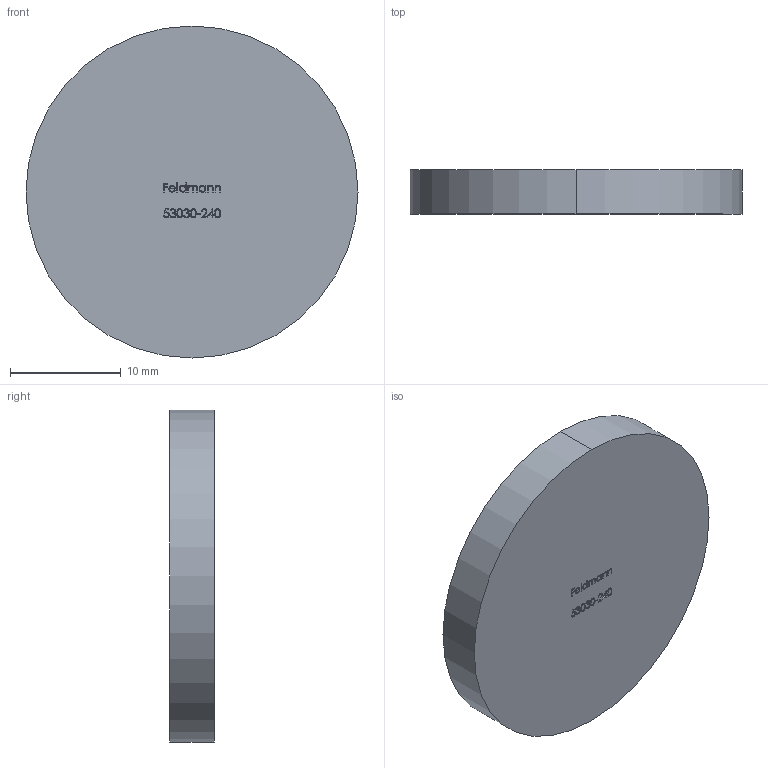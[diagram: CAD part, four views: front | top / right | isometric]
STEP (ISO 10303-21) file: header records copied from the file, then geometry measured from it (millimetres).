
FILE_DESCRIPTION (( 'STEP AP203' ), '1' );
FILE_NAME ('53030-240.step', '2020-10-16T11:31:01', ( '' ), ( '' ), 'SwSTEP 2.0', 'SolidWorks 2018', '' );
FILE_SCHEMA (( 'CONFIG_CONTROL_DESIGN' ));
Length unit declared in the file: millimetre
Products named in the file (2): 53030-240
Bounding box: 30 x 4 x 30 mm (x, y, z)
Volume: 2827.2 mm3; surface area: 1796.6 mm2
Topology: 1 solids, 1 shells, 234 faces, 624 edges, 416 vertices
Faces by surface type: bspline 117, plane 115, cylinder 2
Entity records: 13969 total; most frequent: CARTESIAN_POINT 8777, ORIENTED_EDGE 1248, DIRECTION 632, EDGE_CURVE 624, VERTEX_POINT 416, LINE 386, VECTOR 386, EDGE_LOOP 258
